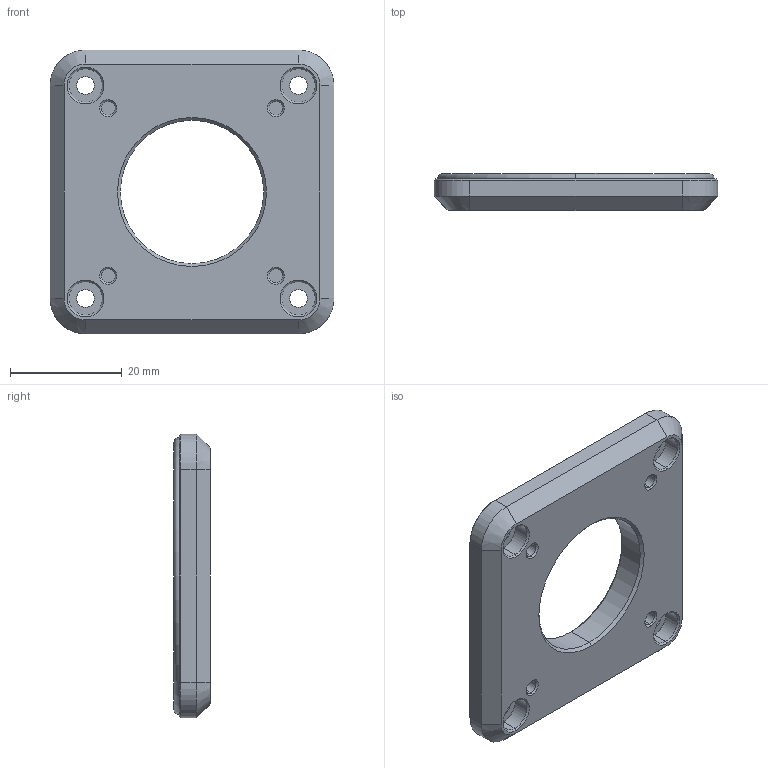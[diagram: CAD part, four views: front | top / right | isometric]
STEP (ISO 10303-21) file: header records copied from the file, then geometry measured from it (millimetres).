
FILE_DESCRIPTION (( 'STEP AP214' ), '1' );
FILE_NAME ('2.2.7.29_L30F-GSM1M_30 mm笼式立方体空白板盖板，带SM1螺纹，带M3螺纹孔.STEP', '2021-07-17T02:57:41', ( 'Microsoft' ), ( 'Microsoft' ), 'SwSTEP 2.0', 'SolidWorks 2018', '' );
FILE_SCHEMA (( 'AUTOMOTIVE_DESIGN' ));
Length unit declared in the file: millimetre
Products named in the file (1): 2.2.7.29_L30F-GSM1M_30 mm笼式立方体空白板盖板，带SM1螺纹，带M3螺纹孔
Bounding box: 50.8 x 6.55 x 50.8 mm (x, y, z)
Surface area: 6949.5 mm2 (no closed solid volume)
Topology: 0 solids, 2 shells, 94 faces, 210 edges, 124 vertices
Faces by surface type: cone 36, cylinder 34, plane 20, torus 4
Entity records: 3680 total; most frequent: DIRECTION 512, CARTESIAN_POINT 429, ORIENTED_EDGE 412, EDGE_CURVE 210, AXIS2_PLACEMENT_3D 207, VERTEX_POINT 124, EDGE_LOOP 114, CIRCLE 112
